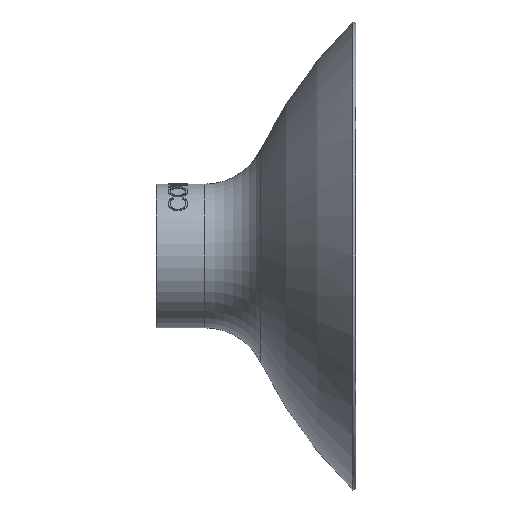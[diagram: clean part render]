
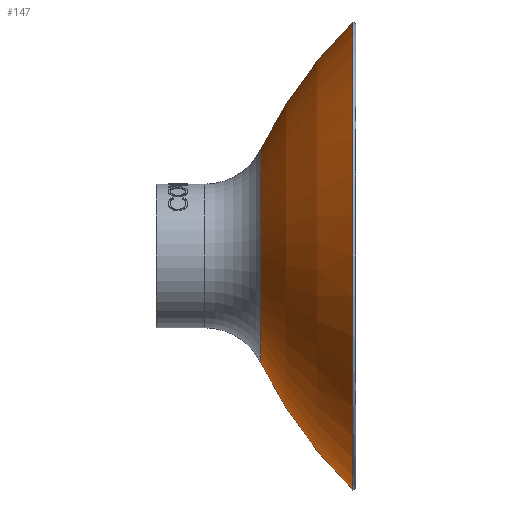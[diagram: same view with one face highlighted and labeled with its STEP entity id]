
A CAD part, left-side view. The second image highlights one B-rep face of the part: STEP entity #147.
In plain terms, the highlighted toroidal (fillet/blend) face has major radius 16.024 mm and minor radius 75 mm.
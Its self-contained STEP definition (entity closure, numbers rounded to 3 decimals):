
#147=ADVANCED_FACE('',(#358),#359,.T.);
#358=FACE_OUTER_BOUND('',#628,.T.);
#359=TOROIDAL_SURFACE('',#629,-16.024,75.0);
#628=EDGE_LOOP('',(#4529,#4530,#4531,#4532));
#629=AXIS2_PLACEMENT_3D('',#4533,#4534,#4535);
#4529=ORIENTED_EDGE('',*,*,#5037,.F.);
#4530=ORIENTED_EDGE('',*,*,#5118,.T.);
#4531=ORIENTED_EDGE('',*,*,#5039,.T.);
#4532=ORIENTED_EDGE('',*,*,#5043,.F.);
#4533=CARTESIAN_POINT('',(0.0,-84.037,0.0));
#4534=DIRECTION('',(0.0,1.0,0.0));
#4535=DIRECTION('',(0.0,0.0,1.0));
#5037=EDGE_CURVE('',#5363,#5369,#5370,.T.);
#5039=EDGE_CURVE('',#5365,#5371,#5373,.T.);
#5043=EDGE_CURVE('',#5369,#5371,#5379,.T.);
#5118=EDGE_CURVE('',#5363,#5365,#5500,.T.);
#5363=VERTEX_POINT('',#5956);
#5365=VERTEX_POINT('',#5958);
#5369=VERTEX_POINT('',#5962);
#5370=CIRCLE('',#5963,75.0);
#5371=VERTEX_POINT('',#5964);
#5373=CIRCLE('',#5966,75.0);
#5379=CIRCLE('',#5972,17.085);
#5500=CIRCLE('',#6684,37.5);
#5956=CARTESIAN_POINT('',(0.,-31.5,-37.5));
#5958=CARTESIAN_POINT('',(0.0,-31.5,37.5));
#5962=CARTESIAN_POINT('',(0.,-16.741,-17.085));
#5963=AXIS2_PLACEMENT_3D('',#8012,#8013,#8014);
#5964=CARTESIAN_POINT('',(0.0,-16.741,17.085));
#5966=AXIS2_PLACEMENT_3D('',#8018,#8019,#8020);
#5972=AXIS2_PLACEMENT_3D('',#8027,#8028,#8029);
#6684=AXIS2_PLACEMENT_3D('',#8110,#8111,#8112);
#8012=CARTESIAN_POINT('',(0.,-84.037,16.024));
#8013=DIRECTION('',(1.0,0.0,0.));
#8014=DIRECTION('',(0.,0.0,-1.0));
#8018=CARTESIAN_POINT('',(0.0,-84.037,-16.024));
#8019=DIRECTION('',(-1.0,0.0,0.0));
#8020=DIRECTION('',(0.0,0.0,1.0));
#8027=CARTESIAN_POINT('',(0.0,-16.741,0.0));
#8028=DIRECTION('',(0.0,1.0,0.0));
#8029=DIRECTION('',(0.0,0.0,1.0));
#8110=CARTESIAN_POINT('',(0.0,-31.5,0.0));
#8111=DIRECTION('',(0.0,1.0,0.0));
#8112=DIRECTION('',(0.0,0.0,1.0));
